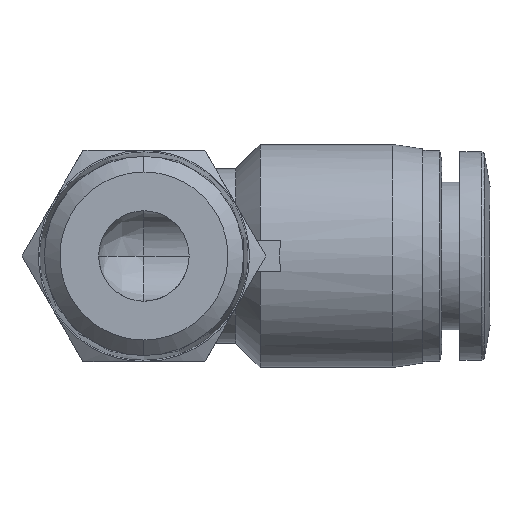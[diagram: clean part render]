
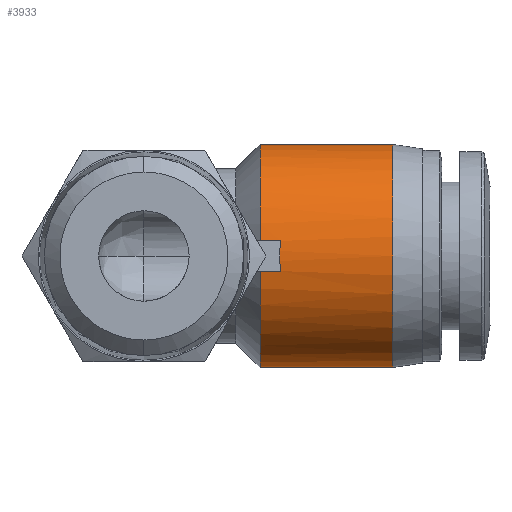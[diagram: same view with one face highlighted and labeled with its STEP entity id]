
A CAD part, front view. The second image highlights one B-rep face of the part: STEP entity #3933.
In plain terms, the highlighted cylindrical face has radius 7.4 mm (diameter 14.8 mm), a partial arc.
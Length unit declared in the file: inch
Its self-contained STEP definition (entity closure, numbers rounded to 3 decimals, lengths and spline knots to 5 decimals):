
#7 = DIRECTION ( 'NONE',  ( -1., 0., 0. ) ) ;
#41 = CARTESIAN_POINT ( 'NONE',  ( 0.47638, 0.59055, -0.29134 ) ) ;
#188 = CARTESIAN_POINT ( 'NONE',  ( 0.357, 0.30188, 0.03937 ) ) ;
#213 = EDGE_LOOP ( 'NONE', ( #2017, #1140, #2039, #2263, #1759, #3016, #935, #3771 ) ) ;
#234 = CARTESIAN_POINT ( 'NONE',  ( 0.47638, 0.59055, 0.29134 ) ) ;
#325 = VERTEX_POINT ( 'NONE', #188 ) ;
#423 = VERTEX_POINT ( 'NONE', #1597 ) ;
#457 = VERTEX_POINT ( 'NONE', #1224 ) ;
#586 = AXIS2_PLACEMENT_3D ( 'NONE', #1193, #1825, #3585 ) ;
#593 = LINE ( 'NONE', #41, #2330 ) ;
#604 = LINE ( 'NONE', #234, #2209 ) ;
#840 = CARTESIAN_POINT ( 'NONE',  ( 0.30315, 0.59055, -0.29134 ) ) ;
#902 = DIRECTION ( 'NONE',  ( -1., 0., 0. ) ) ;
#935 = ORIENTED_EDGE ( 'NONE', *, *, #1512, .T. ) ;
#993 = AXIS2_PLACEMENT_3D ( 'NONE', #1908, #7, #2231 ) ;
#1048 = VERTEX_POINT ( 'NONE', #3851 ) ;
#1061 = VECTOR ( 'NONE', #2430, 39.37008 ) ;
#1106 = CYLINDRICAL_SURFACE ( 'NONE', #586, 0.29134 ) ;
#1126 = CARTESIAN_POINT ( 'NONE',  ( 0.35342, 0.29831, -0.01312 ) ) ;
#1140 = ORIENTED_EDGE ( 'NONE', *, *, #2908, .F. ) ;
#1193 = CARTESIAN_POINT ( 'NONE',  ( 0.47638, 0.59055, 0. ) ) ;
#1207 = CARTESIAN_POINT ( 'NONE',  ( 0.30315, 0.59055, 0. ) ) ;
#1224 = CARTESIAN_POINT ( 'NONE',  ( 0.30315, 0.30188, -0.03937 ) ) ;
#1512 = EDGE_CURVE ( 'NONE', #2345, #2874, #593, .T. ) ;
#1537 = DIRECTION ( 'NONE',  ( 0., 1., 0. ) ) ;
#1566 = VERTEX_POINT ( 'NONE', #2596 ) ;
#1597 = CARTESIAN_POINT ( 'NONE',  ( 0.30315, 0.59055, 0.29134 ) ) ;
#1602 = VERTEX_POINT ( 'NONE', #3435 ) ;
#1680 = CIRCLE ( 'NONE', #3401, 0.29134 ) ;
#1759 = ORIENTED_EDGE ( 'NONE', *, *, #2092, .T. ) ;
#1784 = CARTESIAN_POINT ( 'NONE',  ( 0.357, 0.30188, 0.03937 ) ) ;
#1813 = CIRCLE ( 'NONE', #2319, 0.29134 ) ;
#1825 = DIRECTION ( 'NONE',  ( 1., 0., 0. ) ) ;
#1871 = EDGE_CURVE ( 'NONE', #2345, #457, #3051, .T. ) ;
#1908 = CARTESIAN_POINT ( 'NONE',  ( 0.30315, 0.59055, 0. ) ) ;
#2017 = ORIENTED_EDGE ( 'NONE', *, *, #2156, .F. ) ;
#2019 = LINE ( 'NONE', #3749, #3468 ) ;
#2039 = ORIENTED_EDGE ( 'NONE', *, *, #2704, .F. ) ;
#2042 = B_SPLINE_CURVE_WITH_KNOTS ( 'NONE', 3,
 ( #3265, #1126, #3532, #1784 ),
 .UNSPECIFIED., .F., .F.,
 ( 4, 4 ),
 ( 0., 1. ),
 .UNSPECIFIED. ) ;
#2092 = EDGE_CURVE ( 'NONE', #1048, #457, #2635, .T. ) ;
#2156 = EDGE_CURVE ( 'NONE', #423, #1602, #604, .T. ) ;
#2209 = VECTOR ( 'NONE', #3867, 39.37008 ) ;
#2231 = DIRECTION ( 'NONE',  ( 0., 1., 0. ) ) ;
#2263 = ORIENTED_EDGE ( 'NONE', *, *, #2313, .F. ) ;
#2313 = EDGE_CURVE ( 'NONE', #1048, #325, #2042, .T. ) ;
#2319 = AXIS2_PLACEMENT_3D ( 'NONE', #1207, #3333, #1537 ) ;
#2330 = VECTOR ( 'NONE', #2851, 39.37008 ) ;
#2345 = VERTEX_POINT ( 'NONE', #840 ) ;
#2430 = DIRECTION ( 'NONE',  ( -1., 0., 0. ) ) ;
#2596 = CARTESIAN_POINT ( 'NONE',  ( 0.30315, 0.30188, 0.03937 ) ) ;
#2635 = LINE ( 'NONE', #3835, #1061 ) ;
#2704 = EDGE_CURVE ( 'NONE', #325, #1566, #2019, .T. ) ;
#2767 = CARTESIAN_POINT ( 'NONE',  ( 0.64961, 0.59055, 0. ) ) ;
#2851 = DIRECTION ( 'NONE',  ( 1., 0., 0. ) ) ;
#2874 = VERTEX_POINT ( 'NONE', #3570 ) ;
#2908 = EDGE_CURVE ( 'NONE', #1566, #423, #1813, .T. ) ;
#2927 = DIRECTION ( 'NONE',  ( -1., 0., 0. ) ) ;
#3016 = ORIENTED_EDGE ( 'NONE', *, *, #1871, .F. ) ;
#3051 = CIRCLE ( 'NONE', #993, 0.29134 ) ;
#3061 = DIRECTION ( 'NONE',  ( 0., 0., -1. ) ) ;
#3265 = CARTESIAN_POINT ( 'NONE',  ( 0.357, 0.30188, -0.03937 ) ) ;
#3333 = DIRECTION ( 'NONE',  ( -1., 0., 0. ) ) ;
#3401 = AXIS2_PLACEMENT_3D ( 'NONE', #2767, #902, #3061 ) ;
#3435 = CARTESIAN_POINT ( 'NONE',  ( 0.64961, 0.59055, 0.29134 ) ) ;
#3453 = EDGE_CURVE ( 'NONE', #2874, #1602, #1680, .T. ) ;
#3468 = VECTOR ( 'NONE', #2927, 39.37008 ) ;
#3500 = FACE_OUTER_BOUND ( 'NONE', #213, .T. ) ;
#3532 = CARTESIAN_POINT ( 'NONE',  ( 0.35342, 0.29831, 0.01312 ) ) ;
#3570 = CARTESIAN_POINT ( 'NONE',  ( 0.64961, 0.59055, -0.29134 ) ) ;
#3585 = DIRECTION ( 'NONE',  ( 0., 0., -1. ) ) ;
#3749 = CARTESIAN_POINT ( 'NONE',  ( 0.30088, 0.30188, 0.03937 ) ) ;
#3771 = ORIENTED_EDGE ( 'NONE', *, *, #3453, .T. ) ;
#3835 = CARTESIAN_POINT ( 'NONE',  ( 0.30088, 0.30188, -0.03937 ) ) ;
#3851 = CARTESIAN_POINT ( 'NONE',  ( 0.357, 0.30188, -0.03937 ) ) ;
#3867 = DIRECTION ( 'NONE',  ( 1., 0., 0. ) ) ;
#3933 = ADVANCED_FACE ( 'NONE', ( #3500 ), #1106, .T. ) ;
